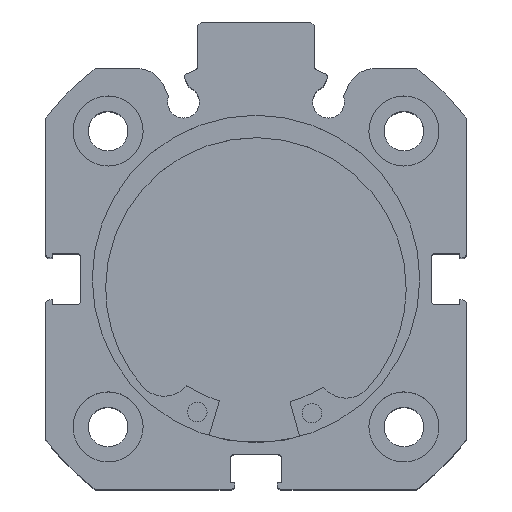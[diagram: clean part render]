
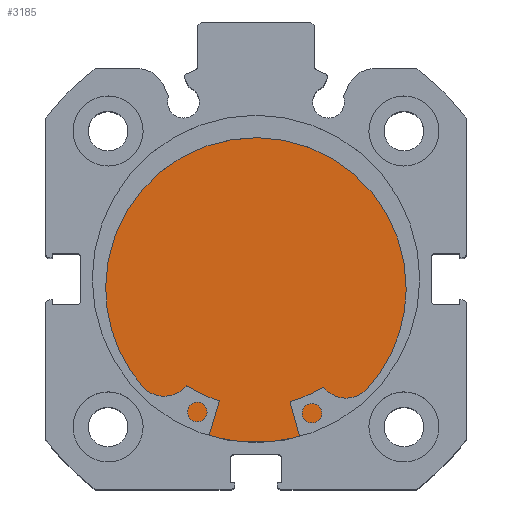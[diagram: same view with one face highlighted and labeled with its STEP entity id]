
A CAD part, top view. The second image highlights one B-rep face of the part: STEP entity #3185.
In plain terms, the highlighted face is planar.
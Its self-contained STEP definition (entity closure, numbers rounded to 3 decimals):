
#436 = CARTESIAN_POINT ( 'NONE',  ( 8.5, 21., 0. ) ) ;
#545 = DIRECTION ( 'NONE',  ( -1., 0., 0. ) ) ;
#546 = PLANE ( 'NONE',  #740 ) ;
#551 = DIRECTION ( 'NONE',  ( 0., 0., 1. ) ) ;
#740 = AXIS2_PLACEMENT_3D ( 'NONE', #436, #545, #551 ) ;
#912 = AXIS2_PLACEMENT_3D ( 'NONE', #2210, #2216, #2217 ) ;
#915 = AXIS2_PLACEMENT_3D ( 'NONE', #2228, #2235, #2236 ) ;
#1498 = CARTESIAN_POINT ( 'NONE',  ( 8.5, 0., 21. ) ) ;
#1503 = CARTESIAN_POINT ( 'NONE',  ( 8.5, 0., -21. ) ) ;
#2210 = CARTESIAN_POINT ( 'NONE',  ( 8.5, 0., 0. ) ) ;
#2216 = DIRECTION ( 'NONE',  ( -1., 0., 0. ) ) ;
#2217 = DIRECTION ( 'NONE',  ( 0., 0., 1. ) ) ;
#2228 = CARTESIAN_POINT ( 'NONE',  ( 8.5, 0., 0. ) ) ;
#2235 = DIRECTION ( 'NONE',  ( -1., 0., 0. ) ) ;
#2236 = DIRECTION ( 'NONE',  ( 0., 0., 1. ) ) ;
#2533 = CIRCLE ( 'NONE', #912, 21. ) ;
#2541 = CIRCLE ( 'NONE', #915, 21. ) ;
#3185 = ADVANCED_FACE ( 'NONE', ( #5037 ), #546, .F. ) ;
#4368 = EDGE_LOOP ( 'NONE', ( #5632, #5584 ) ) ;
#5037 = FACE_OUTER_BOUND ( 'NONE', #4368, .T. ) ;
#5584 = ORIENTED_EDGE ( 'NONE', *, *, #6322, .F. ) ;
#5632 = ORIENTED_EDGE ( 'NONE', *, *, #6315, .F. ) ;
#5664 = VERTEX_POINT ( 'NONE', #1498 ) ;
#5673 = VERTEX_POINT ( 'NONE', #1503 ) ;
#6315 = EDGE_CURVE ( 'NONE', #5664, #5673, #2533, .T. ) ;
#6322 = EDGE_CURVE ( 'NONE', #5673, #5664, #2541, .T. ) ;
